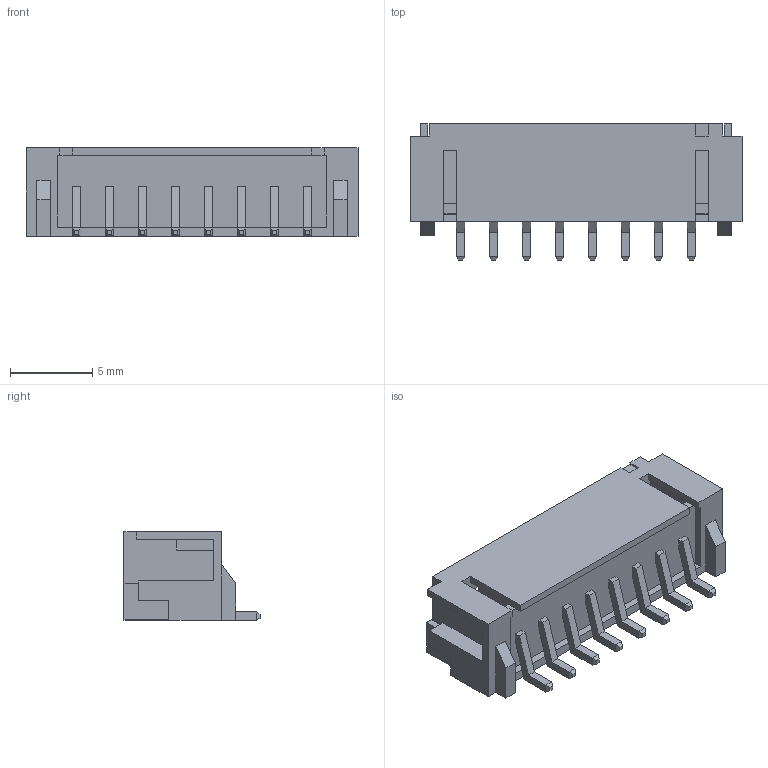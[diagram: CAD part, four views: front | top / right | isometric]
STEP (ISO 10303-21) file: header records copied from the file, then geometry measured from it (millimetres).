
FILE_DESCRIPTION(/* description */ ('Unknown'),/* implementation_level */ '2;1');
FILE_NAME(/* name */ 'JST - PH - SMD (R) - 8Pin - 2.00mm',/* time_stamp */ '2018-11-28T17:13:18-05:00',/* author */ ('Unknown'),/* organization */ ('Unknown'),/* preprocessor_version */ 'ST-DEVELOPER v16.7',/* originating_system */ 'DEX',/* authorisation */ $);
FILE_SCHEMA (('AP242_MANAGED_MODEL_BASED_3D_ENGINEERING_MIM_LF { 1 0 10303 442 1 1 4 }','AUTOMOTIVE_DESIGN {1 0 10303 214 3 1 1}'));
Length unit declared in the file: millimetre
Products named in the file (1): JST - PH - SMD (R) - 8Pin - 2.00mm
Bounding box: 20.15 x 8.26 x 5.38 mm (x, y, z)
Volume: 248.5 mm3; surface area: 940.6 mm2
Topology: 1 solids, 21 shells, 420 faces, 1023 edges, 658 vertices
Faces by surface type: plane 380, bspline 40
Entity records: 16240 total; most frequent: CARTESIAN_POINT 4102, ORIENTED_EDGE 2038, DIRECTION 1515, EDGE_CURVE 1019, LINE 753, VECTOR 753, VERTEX_POINT 658, EDGE_LOOP 453
